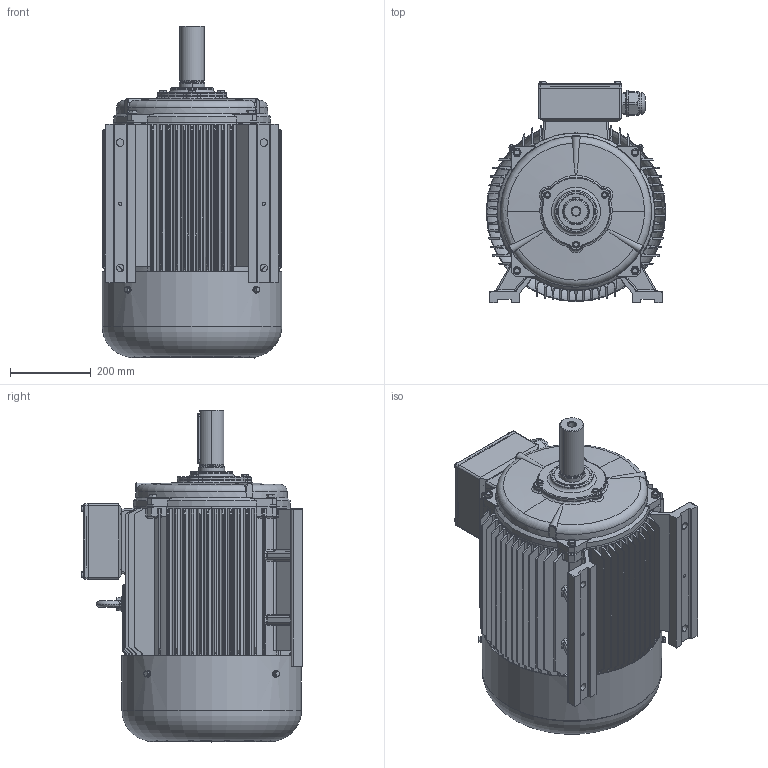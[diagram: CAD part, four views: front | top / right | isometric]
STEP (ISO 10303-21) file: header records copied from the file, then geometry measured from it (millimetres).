
FILE_DESCRIPTION(/* description */ (''),/* implementation_level */ '2;1');
FILE_NAME(/* name */ 'JM3-225M-4.6.8-B3.stp',/* time_stamp */ '2016-07-02T13:06:04+08:00',/* author */ (''),/* organization */ (''),/* preprocessor_version */ 'ST-DEVELOPER v15',/* originating_system */ 'SIEMENS PLM Software NX 8.5',/* authorisation */ '');
FILE_SCHEMA (('AUTOMOTIVE_DESIGN { 1 0 10303 214 3 1 1 1 }'));
Length unit declared in the file: millimetre
Products named in the file (1): pc08107077o1lb
Bounding box: 445 x 547.8 x 822.99 mm (x, y, z)
Volume: 19701838.2 mm3; surface area: 4871390.8 mm2
Topology: 56 solids, 56 shells, 4530 faces, 12303 edges, 8020 vertices
Faces by surface type: plane 3023, cylinder 889, bspline 225, cone 180, torus 171, sphere 42
Full cylindrical faces by diameter (mm): 7.188 x4, 8 x8, 8.4 x4, 9.026 x6, 10 x6, 10.863 x8, 11.2 x6, 11.5 x1, 12 x14, 12.6 x8, 16 x4, 20 x1, 34.375 x2, 40.625 x4, 48.438 x12, 50 x4, 51.562 x12, 53.906 x2, 55 x1, 58 x3, 65 x4, 66.406 x2, 78 x2, 85 x2, 90 x2, 105 x2, 130 x2, 140 x2, 230 x1, 442 x1
Entity records: 159682 total; most frequent: CARTESIAN_POINT 43555, ORIENTED_EDGE 23786, DIRECTION 21410, EDGE_CURVE 11893, LINE 8512, VECTOR 8512, VERTEX_POINT 7902, AXIS2_PLACEMENT_3D 6449
